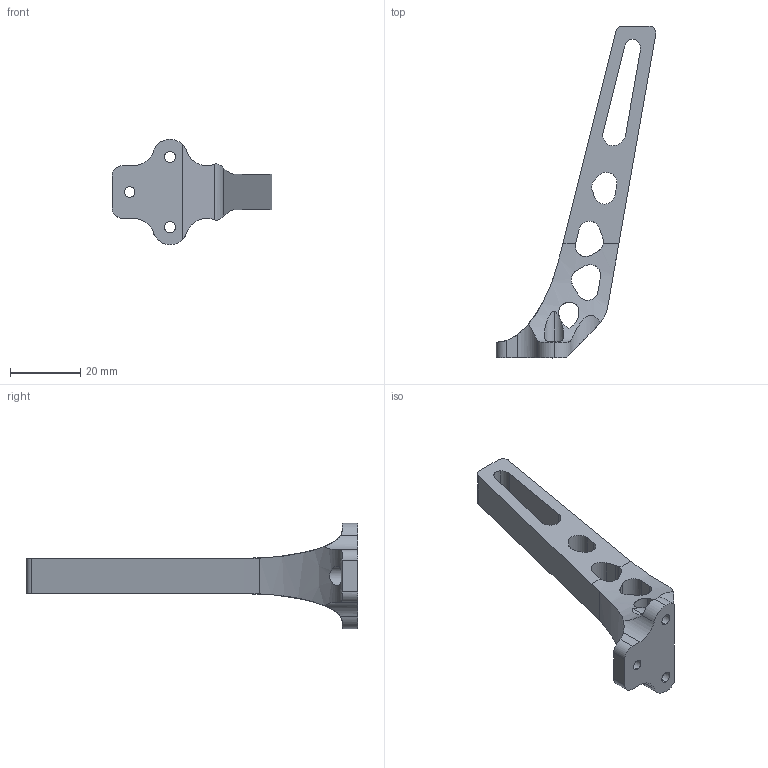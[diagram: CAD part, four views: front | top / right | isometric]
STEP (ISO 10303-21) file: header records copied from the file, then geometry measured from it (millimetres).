
FILE_DESCRIPTION (( 'STEP AP214' ), '1' );
FILE_NAME ('詢90.れ邈殤.STEP', '2025-04-16T07:07:06', ( '' ), ( '' ), 'SwSTEP 2.0', 'SolidWorks 2022', '' );
FILE_SCHEMA (( 'AUTOMOTIVE_DESIGN' ));
Length unit declared in the file: millimetre
Products named in the file (1): 詢90.れ邈殤
Bounding box: 45.49 x 94.5 x 29.99 mm (x, y, z)
Volume: 13199.4 mm3; surface area: 7189.3 mm2
Topology: 1 solids, 1 shells, 78 faces, 233 edges, 156 vertices
Faces by surface type: cylinder 47, plane 28, bspline 3
Entity records: 3482 total; most frequent: CARTESIAN_POINT 1426, ORIENTED_EDGE 466, DIRECTION 367, EDGE_CURVE 233, VERTEX_POINT 156, AXIS2_PLACEMENT_3D 138, EDGE_LOOP 93, VECTOR 91
